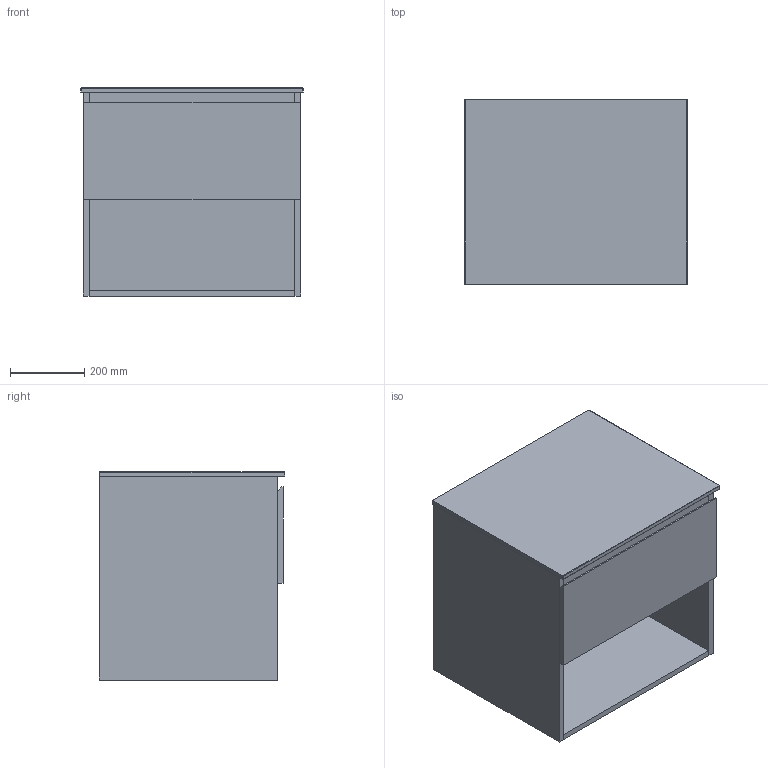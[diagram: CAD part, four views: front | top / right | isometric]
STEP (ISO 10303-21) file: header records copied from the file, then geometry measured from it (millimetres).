
FILE_DESCRIPTION(/* description */ (''),/* implementation_level */ '2;1');
FILE_NAME(/* name */ 'Domaine Shelf 600 (12MM)',/* time_stamp */ '2025-07-09T14:51:08+10:00',/* author */ (''),/* organization */ (''),/* preprocessor_version */ 'ST-DEVELOPER v16.5',/* originating_system */ '',/* authorisation */ '');
FILE_SCHEMA (('AUTOMOTIVE_DESIGN'));
Length unit declared in the file: millimetre
Products named in the file (5): Document; Domaine Shelf 600 (12MM); Domaine Shelf 600; Blank Benchtops ALL45678910111213141516; 600 Benchtop (12MM)23
Assembly tree (4 placements, depth 4):
  Document
    Domaine Shelf 600 (12MM)
      Domaine Shelf 600
      Blank Benchtops ALL45678910111213141516
        600 Benchtop (12MM)23
Bounding box: 600 x 500 x 562 mm (x, y, z)
Volume: 24002448 mm3; surface area: 3357142.6 mm2
Topology: 7 solids, 7 shells, 57 faces, 117 edges, 70 vertices
Faces by surface type: plane 43, cylinder 10, bspline 4
Entity records: 1717 total; most frequent: CARTESIAN_POINT 560, ORIENTED_EDGE 226, EDGE_CURVE 113, B_SPLINE_CURVE_WITH_KNOTS 97, DIRECTION 75, VERTEX_POINT 70, AXIS2_PLACEMENT_3D 64, ADVANCED_FACE 57
